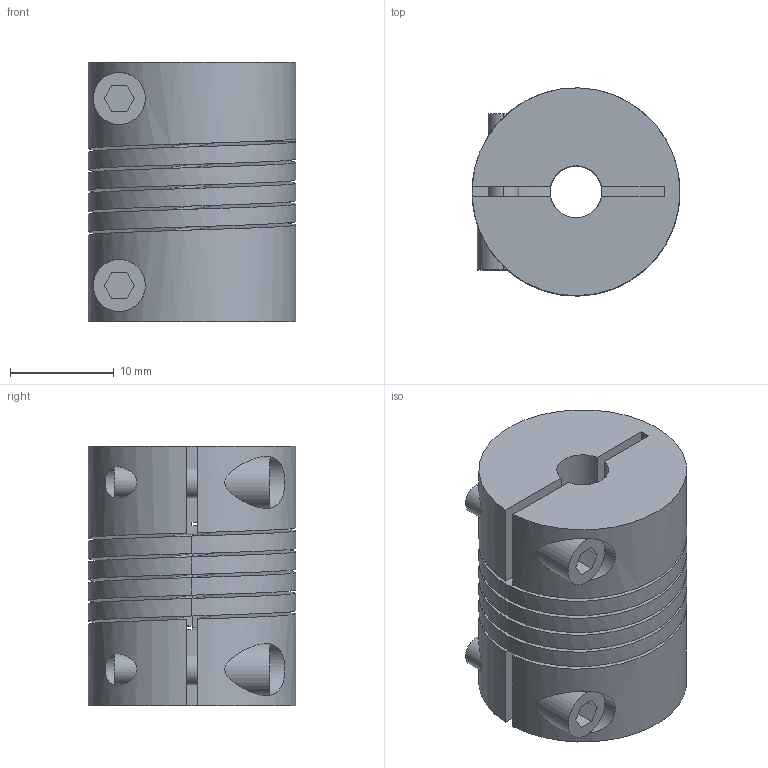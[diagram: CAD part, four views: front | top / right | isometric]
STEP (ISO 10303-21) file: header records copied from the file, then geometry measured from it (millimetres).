
FILE_DESCRIPTION (( 'STEP AP214' ), '1' );
FILE_NAME ('Coupling 5 to 5 mm.STEP', '2015-12-12T10:39:19', ( '' ), ( '' ), 'SwSTEP 2.0', 'SolidWorks 2014', '' );
FILE_SCHEMA (( 'AUTOMOTIVE_DESIGN' ));
Length unit declared in the file: millimetre
Products named in the file (2): Coupling 5 to 5 mm
Bounding box: 20 x 19.99 x 25 mm (x, y, z)
Volume: 6688.2 mm3; surface area: 6455.6 mm2
Topology: 5 solids, 5 shells, 89 faces, 220 edges, 145 vertices
Faces by surface type: cylinder 44, plane 41, bspline 4
Entity records: 4028 total; most frequent: CARTESIAN_POINT 1938, ORIENTED_EDGE 440, DIRECTION 379, EDGE_CURVE 220, VERTEX_POINT 145, AXIS2_PLACEMENT_3D 130, VECTOR 119, LINE 119
